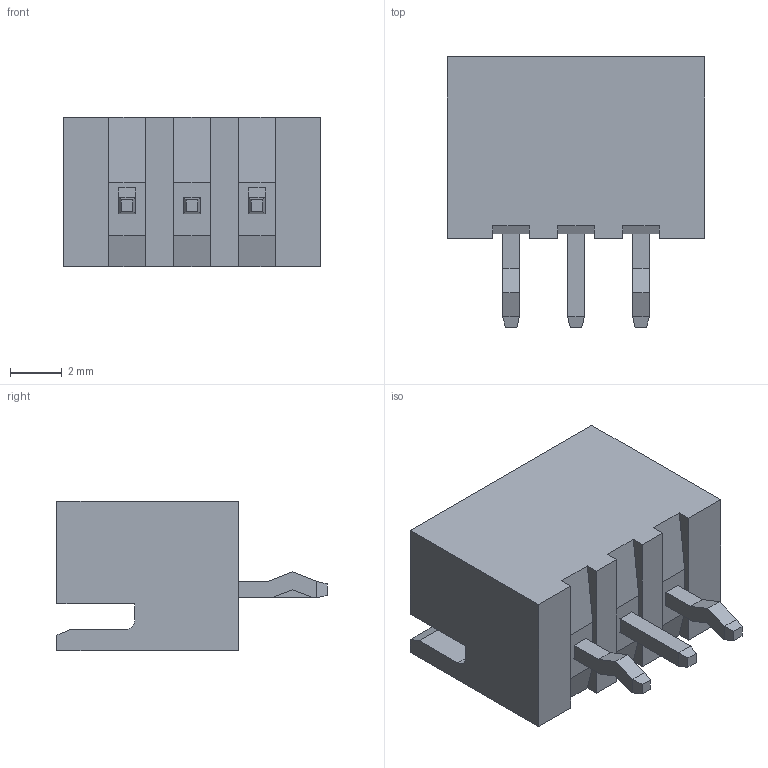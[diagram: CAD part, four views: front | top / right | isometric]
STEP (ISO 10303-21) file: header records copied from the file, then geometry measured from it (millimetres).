
FILE_DESCRIPTION (( 'STEP AP214' ), '1' );
FILE_NAME ('B3B-XH-A(LF)(SN).STEP', '2021-06-19T07:16:56', ( '' ), ( '' ), 'SwSTEP 2.0', 'SolidWorks 2018', '' );
FILE_SCHEMA (( 'AUTOMOTIVE_DESIGN' ));
Length unit declared in the file: millimetre
Products named in the file (2): B3B-XH-A(LF)(SN)
Bounding box: 9.9 x 10.4 x 5.75 mm (x, y, z)
Volume: 175.4 mm3; surface area: 560.1 mm2
Topology: 4 solids, 4 shells, 120 faces, 310 edges, 198 vertices
Faces by surface type: plane 116, cylinder 4
Entity records: 4962 total; most frequent: CARTESIAN_POINT 630, ORIENTED_EDGE 620, DIRECTION 562, EDGE_CURVE 310, VECTOR 302, LINE 302, VERTEX_POINT 198, AXIS2_PLACEMENT_3D 130
